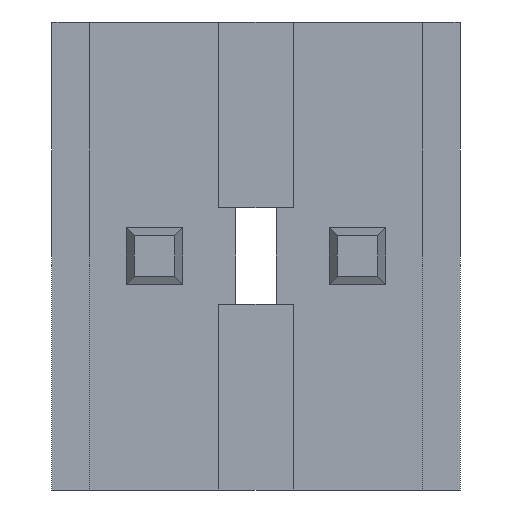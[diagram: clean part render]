
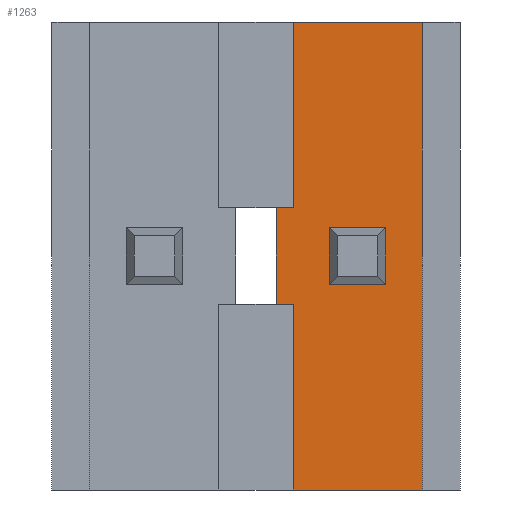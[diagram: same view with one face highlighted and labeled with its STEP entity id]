
A CAD part, front view. The second image highlights one B-rep face of the part: STEP entity #1263.
In plain terms, the highlighted planar face has unit normal (0, -1, 0).
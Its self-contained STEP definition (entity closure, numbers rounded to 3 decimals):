
#22=FACE_BOUND('',#132,.T.);
#59=FACE_OUTER_BOUND('',#131,.T.);
#131=EDGE_LOOP('',(#985,#986,#987,#988,#989,#990,#991,#992));
#132=EDGE_LOOP('',(#993,#994,#995,#996));
#167=LINE('',#1702,#343);
#172=LINE('',#1713,#348);
#191=LINE('',#1754,#367);
#194=LINE('',#1760,#370);
#197=LINE('',#1766,#373);
#200=LINE('',#1770,#376);
#217=LINE('',#1802,#393);
#219=LINE('',#1805,#395);
#278=LINE('',#1923,#454);
#279=LINE('',#1926,#455);
#280=LINE('',#1927,#456);
#281=LINE('',#1928,#457);
#343=VECTOR('',#1386,10.);
#348=VECTOR('',#1393,10.);
#367=VECTOR('',#1422,10.);
#370=VECTOR('',#1427,10.);
#373=VECTOR('',#1432,10.);
#376=VECTOR('',#1437,10.);
#393=VECTOR('',#1464,10.);
#395=VECTOR('',#1468,10.);
#454=VECTOR('',#1565,10.);
#455=VECTOR('',#1568,10.);
#456=VECTOR('',#1569,10.);
#457=VECTOR('',#1570,10.);
#519=VERTEX_POINT('',#1700);
#520=VERTEX_POINT('',#1701);
#524=VERTEX_POINT('',#1710);
#525=VERTEX_POINT('',#1712);
#541=VERTEX_POINT('',#1751);
#542=VERTEX_POINT('',#1753);
#544=VERTEX_POINT('',#1759);
#546=VERTEX_POINT('',#1765);
#556=VERTEX_POINT('',#1800);
#595=VERTEX_POINT('',#1919);
#596=VERTEX_POINT('',#1921);
#597=VERTEX_POINT('',#1925);
#631=EDGE_CURVE('',#519,#520,#167,.T.);
#636=EDGE_CURVE('',#524,#525,#172,.T.);
#655=EDGE_CURVE('',#542,#541,#191,.T.);
#658=EDGE_CURVE('',#544,#542,#194,.T.);
#661=EDGE_CURVE('',#546,#544,#197,.T.);
#664=EDGE_CURVE('',#541,#546,#200,.T.);
#681=EDGE_CURVE('',#556,#519,#217,.T.);
#683=EDGE_CURVE('',#524,#520,#219,.T.);
#742=EDGE_CURVE('',#595,#596,#278,.T.);
#743=EDGE_CURVE('',#597,#595,#279,.T.);
#744=EDGE_CURVE('',#525,#596,#280,.T.);
#745=EDGE_CURVE('',#597,#556,#281,.T.);
#985=ORIENTED_EDGE('',*,*,#743,.T.);
#986=ORIENTED_EDGE('',*,*,#742,.T.);
#987=ORIENTED_EDGE('',*,*,#744,.F.);
#988=ORIENTED_EDGE('',*,*,#636,.F.);
#989=ORIENTED_EDGE('',*,*,#683,.T.);
#990=ORIENTED_EDGE('',*,*,#631,.F.);
#991=ORIENTED_EDGE('',*,*,#681,.F.);
#992=ORIENTED_EDGE('',*,*,#745,.F.);
#993=ORIENTED_EDGE('',*,*,#661,.T.);
#994=ORIENTED_EDGE('',*,*,#658,.T.);
#995=ORIENTED_EDGE('',*,*,#655,.T.);
#996=ORIENTED_EDGE('',*,*,#664,.T.);
#1194=PLANE('',#1348);
#1263=ADVANCED_FACE('',(#59,#22),#1194,.T.);
#1348=AXIS2_PLACEMENT_3D('',#1924,#1566,#1567);
#1386=DIRECTION('',(0.,0.,1.));
#1393=DIRECTION('',(0.,0.,1.));
#1422=DIRECTION('',(0.,0.,-1.));
#1427=DIRECTION('',(1.,0.,0.));
#1432=DIRECTION('',(0.,0.,1.));
#1437=DIRECTION('',(-1.,0.,0.));
#1464=DIRECTION('',(-1.,0.,0.));
#1468=DIRECTION('',(-1.,0.,0.));
#1565=DIRECTION('',(0.,0.,1.));
#1566=DIRECTION('center_axis',(0.,-1.,0.));
#1567=DIRECTION('ref_axis',(1.,0.,0.));
#1568=DIRECTION('',(1.,0.,0.));
#1569=DIRECTION('',(1.,0.,0.));
#1570=DIRECTION('',(0.,0.,1.));
#1700=CARTESIAN_POINT('',(2.78,0.6,2.3));
#1701=CARTESIAN_POINT('',(2.78,0.6,3.5));
#1702=CARTESIAN_POINT('',(2.78,0.6,2.6));
#1710=CARTESIAN_POINT('',(2.99,0.6,3.5));
#1712=CARTESIAN_POINT('',(2.99,0.6,5.8));
#1713=CARTESIAN_POINT('',(2.99,0.6,0.));
#1751=CARTESIAN_POINT('',(4.14,0.6,2.55));
#1753=CARTESIAN_POINT('',(4.14,0.6,3.25));
#1754=CARTESIAN_POINT('',(4.14,0.6,1.625));
#1759=CARTESIAN_POINT('',(3.44,0.6,3.25));
#1760=CARTESIAN_POINT('',(3.215,0.6,3.25));
#1765=CARTESIAN_POINT('',(3.44,0.6,2.55));
#1766=CARTESIAN_POINT('',(3.44,0.6,1.275));
#1770=CARTESIAN_POINT('',(3.565,0.6,2.55));
#1800=CARTESIAN_POINT('',(2.99,0.6,2.3));
#1802=CARTESIAN_POINT('',(2.99,0.6,2.3));
#1805=CARTESIAN_POINT('',(2.99,0.6,3.5));
#1919=CARTESIAN_POINT('',(4.59,0.6,0.));
#1921=CARTESIAN_POINT('',(4.59,0.6,5.8));
#1923=CARTESIAN_POINT('',(4.59,0.6,0.));
#1924=CARTESIAN_POINT('Origin',(2.99,0.6,0.));
#1925=CARTESIAN_POINT('',(2.99,0.6,0.));
#1926=CARTESIAN_POINT('',(2.99,0.6,0.));
#1927=CARTESIAN_POINT('',(2.99,0.6,5.8));
#1928=CARTESIAN_POINT('',(2.99,0.6,0.));
